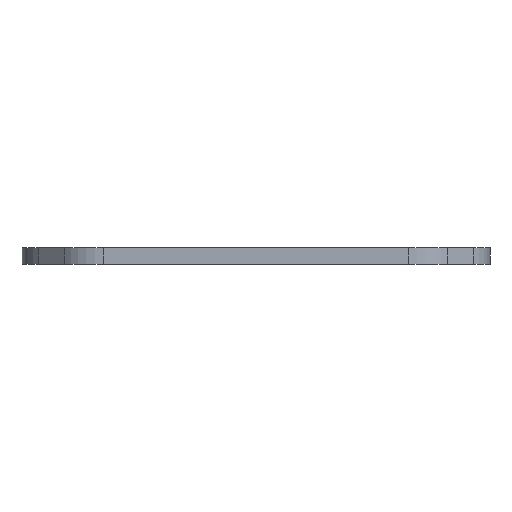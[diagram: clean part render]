
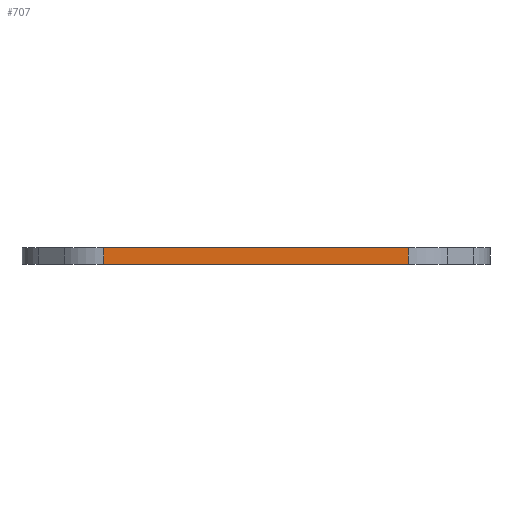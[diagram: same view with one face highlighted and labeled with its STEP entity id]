
A CAD part, left-side view. The second image highlights one B-rep face of the part: STEP entity #707.
In plain terms, the highlighted planar face has unit normal (-1, 0, 0).
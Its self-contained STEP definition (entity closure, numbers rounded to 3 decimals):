
#17 = LINE ( 'NONE', #1833, #1922 ) ;
#185 = ORIENTED_EDGE ( 'NONE', *, *, #886, .F. ) ;
#218 = DIRECTION ( 'NONE',  ( 0., -1., 0. ) ) ;
#305 = ORIENTED_EDGE ( 'NONE', *, *, #752, .T. ) ;
#417 = DIRECTION ( 'NONE',  ( 1., 0., 0. ) ) ;
#450 = VERTEX_POINT ( 'NONE', #690 ) ;
#600 = DIRECTION ( 'NONE',  ( 0., 1., 0. ) ) ;
#690 = CARTESIAN_POINT ( 'NONE',  ( -42., -27.358, 3. ) ) ;
#707 = ADVANCED_FACE ( 'NONE', ( #1303 ), #2209, .F. ) ;
#713 = CARTESIAN_POINT ( 'NONE',  ( -42., 27.358, 3. ) ) ;
#752 = EDGE_CURVE ( 'NONE', #2070, #1667, #1525, .T. ) ;
#886 = EDGE_CURVE ( 'NONE', #450, #1977, #2730, .T. ) ;
#927 = VECTOR ( 'NONE', #1404, 1000. ) ;
#938 = CARTESIAN_POINT ( 'NONE',  ( -42., 27.358, 0. ) ) ;
#953 = VECTOR ( 'NONE', #2159, 1000. ) ;
#1303 = FACE_OUTER_BOUND ( 'NONE', #2128, .T. ) ;
#1316 = CARTESIAN_POINT ( 'NONE',  ( -42., -27.358, 3. ) ) ;
#1404 = DIRECTION ( 'NONE',  ( 0., 0., -1. ) ) ;
#1489 = ORIENTED_EDGE ( 'NONE', *, *, #2874, .T. ) ;
#1525 = LINE ( 'NONE', #2899, #2343 ) ;
#1566 = CARTESIAN_POINT ( 'NONE',  ( -42., -27.358, 0. ) ) ;
#1572 = AXIS2_PLACEMENT_3D ( 'NONE', #1316, #417, #600 ) ;
#1667 = VERTEX_POINT ( 'NONE', #938 ) ;
#1797 = DIRECTION ( 'NONE',  ( 0., 0., -1. ) ) ;
#1825 = LINE ( 'NONE', #2723, #953 ) ;
#1833 = CARTESIAN_POINT ( 'NONE',  ( -42., -27.358, 0. ) ) ;
#1922 = VECTOR ( 'NONE', #218, 1000. ) ;
#1977 = VERTEX_POINT ( 'NONE', #1566 ) ;
#2070 = VERTEX_POINT ( 'NONE', #713 ) ;
#2117 = CARTESIAN_POINT ( 'NONE',  ( -42., -27.358, 3. ) ) ;
#2128 = EDGE_LOOP ( 'NONE', ( #1489, #185, #2940, #305 ) ) ;
#2159 = DIRECTION ( 'NONE',  ( 0., -1., 0. ) ) ;
#2163 = EDGE_CURVE ( 'NONE', #2070, #450, #1825, .T. ) ;
#2209 = PLANE ( 'NONE',  #1572 ) ;
#2343 = VECTOR ( 'NONE', #1797, 1000. ) ;
#2723 = CARTESIAN_POINT ( 'NONE',  ( -42., -27.358, 3. ) ) ;
#2730 = LINE ( 'NONE', #2117, #927 ) ;
#2874 = EDGE_CURVE ( 'NONE', #1667, #1977, #17, .T. ) ;
#2899 = CARTESIAN_POINT ( 'NONE',  ( -42., 27.358, 3. ) ) ;
#2940 = ORIENTED_EDGE ( 'NONE', *, *, #2163, .F. ) ;
